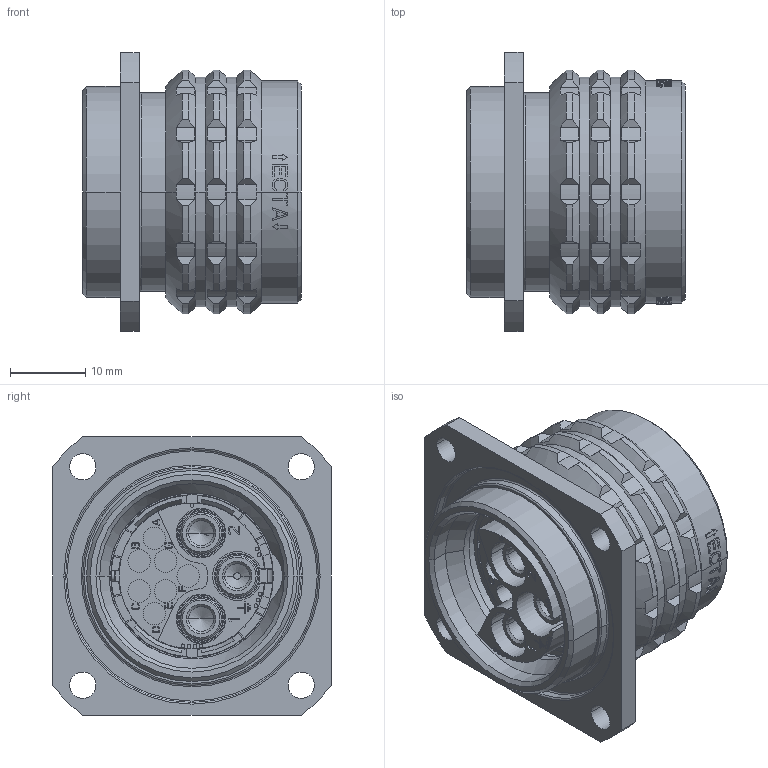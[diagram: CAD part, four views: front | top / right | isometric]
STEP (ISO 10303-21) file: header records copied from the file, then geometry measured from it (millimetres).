
FILE_DESCRIPTION((''),'2;1');
FILE_NAME('1331MESV410AMS','2024-08-22T15:09:47',('paultorloting'),('NET AG system integration'),'CREO PARAMETRIC BY PTC INC, 2021404','CREO PARAMETRIC BY PTC INC, 2021404','');
FILE_SCHEMA(('AUTOMOTIVE_DESIGN { 1 0 10303 214 1 1 1 1 }'));
Products named in the file (1): 1331MESV410AMS
Bounding box: 29 x 37 x 37 mm (x, y, z)
Volume: 15386.8 mm3; surface area: 13444.3 mm2
Topology: 1 solids, 3 shells, 1466 faces, 3894 edges, 2555 vertices
Faces by surface type: plane 939, cylinder 349, cone 82, torus 59, bspline 25, sphere 12
Entity records: 59763 total; most frequent: CARTESIAN_POINT 13337, ORIENTED_EDGE 7776, DIRECTION 7362, EDGE_CURVE 3888, VERTEX_POINT 2555, AXIS2_PLACEMENT_3D 2509, VECTOR 2341, LINE 2341
